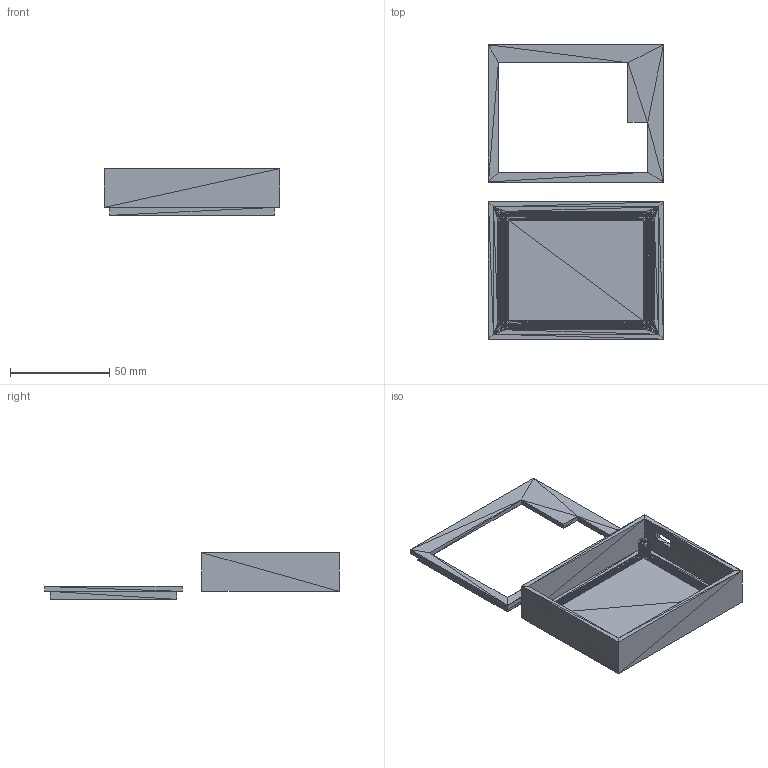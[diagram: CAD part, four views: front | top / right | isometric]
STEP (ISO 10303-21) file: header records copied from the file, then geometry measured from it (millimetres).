
FILE_DESCRIPTION((''),'2;1');
FILE_NAME('MADPAD', '2026-02-02T09:01:05', (''), (''), 'ImageToStl.com STEP Converter','', '');
FILE_SCHEMA(('AUTOMOTIVE_DESIGN_CC2'));
Length unit declared in the file: metre
Products named in the file (1): product0
Bounding box: 88 x 148 x 23.5 mm (x, y, z)
Surface area: 32318.8 mm2 (no closed solid volume)
Topology: 0 solids, 1144 shells, 1144 faces, 3432 edges, 572 vertices
Faces by surface type: plane 1144
Entity records: 26340 total; most frequent: DIRECTION 5722, ORIENTED_EDGE 3432, EDGE_CURVE 3432, LINE 3432, VECTOR 3432, AXIS2_PLACEMENT_3D 1145, FACE_SURFACE 1144, PLANE 1144
